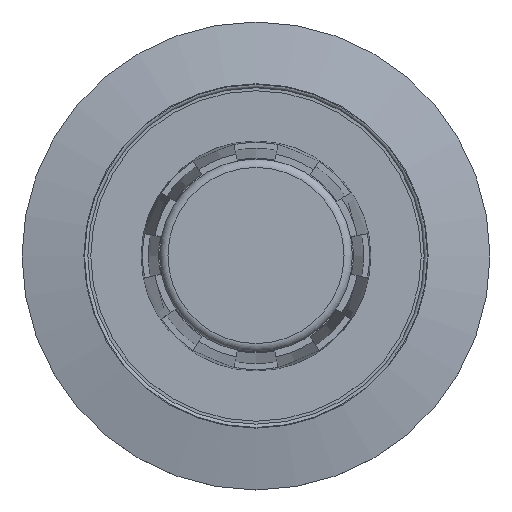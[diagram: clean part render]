
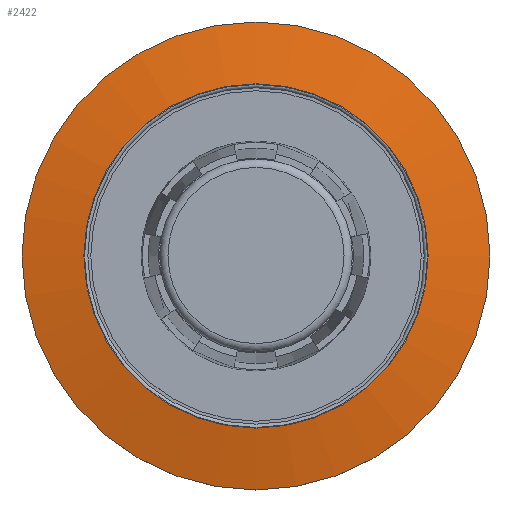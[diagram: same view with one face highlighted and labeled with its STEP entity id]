
A CAD part, top view. The second image highlights one B-rep face of the part: STEP entity #2422.
In plain terms, the highlighted conical face has half-angle 78.5 degrees and reference radius 12.107 mm.
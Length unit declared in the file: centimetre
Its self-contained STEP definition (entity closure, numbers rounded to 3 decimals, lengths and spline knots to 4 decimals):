
#17=CONICAL_SURFACE($,#2608,1.2107,78.5);
#43=FACE_BOUND($,#407,.T.);
#251=FACE_OUTER_BOUND($,#406,.T.);
#406=EDGE_LOOP($,(#1741));
#407=EDGE_LOOP($,(#1742));
#610=CIRCLE($,#2609,1.0264);
#611=CIRCLE($,#2610,1.395);
#1112=VERTEX_POINT($,#3866);
#1113=VERTEX_POINT($,#3868);
#1368=EDGE_CURVE($,#1112,#1112,#610,.T.);
#1369=EDGE_CURVE($,#1113,#1113,#611,.T.);
#1741=ORIENTED_EDGE($,*,*,#1368,.F.);
#1742=ORIENTED_EDGE($,*,*,#1369,.T.);
#2422=ADVANCED_FACE($,(#251,#43),#17,.T.);
#2608=AXIS2_PLACEMENT_3D($,#3865,#2982,#2983);
#2609=AXIS2_PLACEMENT_3D($,#3867,#2984,#2985);
#2610=AXIS2_PLACEMENT_3D($,#3869,#2986,#2987);
#2982=DIRECTION('center_axis',(0.,0.,
-1.));
#2983=DIRECTION('ref_axis',(0.,-1.,0.));
#2984=DIRECTION('center_axis',(0.,0.,
1.));
#2985=DIRECTION('ref_axis',(0.,-1.,0.));
#2986=DIRECTION('center_axis',(0.,0.,
1.));
#2987=DIRECTION('ref_axis',(0.,-1.,0.));
#3865=CARTESIAN_POINT('Origin',(-0.01,-0.6014,
2.4975));
#3866=CARTESIAN_POINT('',(-0.01,-1.6278,2.535));
#3867=CARTESIAN_POINT('Origin',(-0.01,-0.6014,
2.535));
#3868=CARTESIAN_POINT('',(-0.01,-1.9964,2.46));
#3869=CARTESIAN_POINT('Origin',(-0.01,-0.6014,
2.46));
